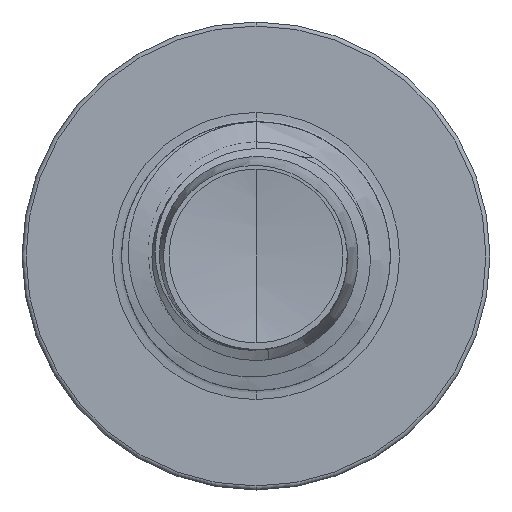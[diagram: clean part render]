
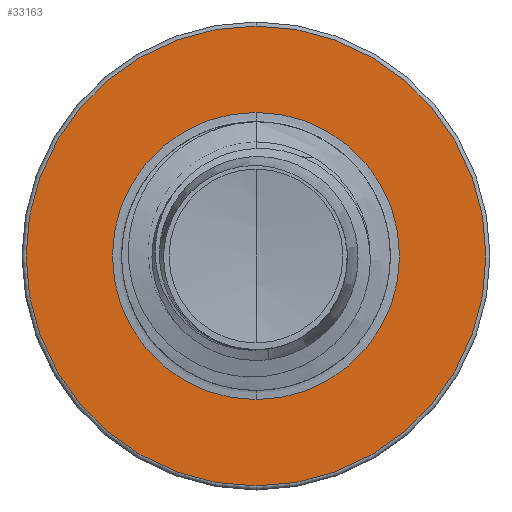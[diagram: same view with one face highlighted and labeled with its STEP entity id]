
A CAD part, front view. The second image highlights one B-rep face of the part: STEP entity #33163.
In plain terms, the highlighted planar face has unit normal (0, -1, 0).
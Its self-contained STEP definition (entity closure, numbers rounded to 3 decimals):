
#917 = CARTESIAN_POINT ( 'NONE',  ( 0., 17.5, -1.872 ) ) ;
#947 = EDGE_LOOP ( 'NONE', ( #1873, #20130 ) ) ;
#1510 = DIRECTION ( 'NONE',  ( 0., 1., 0. ) ) ;
#1873 = ORIENTED_EDGE ( 'NONE', *, *, #8881, .T. ) ;
#2084 = FACE_OUTER_BOUND ( 'NONE', #8158, .T. ) ;
#2359 = VERTEX_POINT ( 'NONE', #6946 ) ;
#3036 = CARTESIAN_POINT ( 'NONE',  ( 0., 17.5, 1.872 ) ) ;
#4189 = EDGE_CURVE ( 'NONE', #4267, #2359, #16140, .T. ) ;
#4267 = VERTEX_POINT ( 'NONE', #20957 ) ;
#5424 = EDGE_CURVE ( 'NONE', #33237, #9794, #14633, .T. ) ;
#6331 = CIRCLE ( 'NONE', #8044, 2.998 ) ;
#6876 = CARTESIAN_POINT ( 'NONE',  ( 0., 17.5, -1.872 ) ) ;
#6946 = CARTESIAN_POINT ( 'NONE',  ( 0., 17.5, 2.998 ) ) ;
#8044 = AXIS2_PLACEMENT_3D ( 'NONE', #9039, #27851, #11884 ) ;
#8158 = EDGE_LOOP ( 'NONE', ( #13529, #34179 ) ) ;
#8881 = EDGE_CURVE ( 'NONE', #9794, #33237, #9333, .T. ) ;
#9039 = CARTESIAN_POINT ( 'NONE',  ( 0., 17.5, 0. ) ) ;
#9333 = CIRCLE ( 'NONE', #22299, 1.872 ) ;
#9794 = VERTEX_POINT ( 'NONE', #3036 ) ;
#9809 = DIRECTION ( 'NONE',  ( 0., 1., 0. ) ) ;
#11492 = EDGE_CURVE ( 'NONE', #2359, #4267, #6331, .T. ) ;
#11884 = DIRECTION ( 'NONE',  ( 0., 0., 1. ) ) ;
#13529 = ORIENTED_EDGE ( 'NONE', *, *, #11492, .F. ) ;
#14633 = CIRCLE ( 'NONE', #19914, 1.872 ) ;
#15305 = DIRECTION ( 'NONE',  ( 0., 0., 1. ) ) ;
#15334 = DIRECTION ( 'NONE',  ( 0., 1., 0. ) ) ;
#15341 = CARTESIAN_POINT ( 'NONE',  ( 0., 17.5, 0. ) ) ;
#16140 = CIRCLE ( 'NONE', #24175, 2.998 ) ;
#17934 = PLANE ( 'NONE',  #23732 ) ;
#18457 = CARTESIAN_POINT ( 'NONE',  ( 0., 17.5, 0. ) ) ;
#19914 = AXIS2_PLACEMENT_3D ( 'NONE', #15341, #15334, #15305 ) ;
#20130 = ORIENTED_EDGE ( 'NONE', *, *, #5424, .T. ) ;
#20957 = CARTESIAN_POINT ( 'NONE',  ( 0., 17.5, -2.997 ) ) ;
#21184 = DIRECTION ( 'NONE',  ( 0., 0., 1. ) ) ;
#21829 = FACE_BOUND ( 'NONE', #947, .T. ) ;
#22299 = AXIS2_PLACEMENT_3D ( 'NONE', #18457, #1510, #21184 ) ;
#23732 = AXIS2_PLACEMENT_3D ( 'NONE', #6876, #9809, #28504 ) ;
#24175 = AXIS2_PLACEMENT_3D ( 'NONE', #34407, #34375, #34451 ) ;
#27851 = DIRECTION ( 'NONE',  ( 0., 1., 0. ) ) ;
#28504 = DIRECTION ( 'NONE',  ( 0., 0., 1. ) ) ;
#33163 = ADVANCED_FACE ( 'NONE', ( #2084, #21829 ), #17934, .F. ) ;
#33237 = VERTEX_POINT ( 'NONE', #917 ) ;
#34179 = ORIENTED_EDGE ( 'NONE', *, *, #4189, .F. ) ;
#34375 = DIRECTION ( 'NONE',  ( 0., 1., 0. ) ) ;
#34407 = CARTESIAN_POINT ( 'NONE',  ( 0., 17.5, 0. ) ) ;
#34451 = DIRECTION ( 'NONE',  ( 0., 0., 1. ) ) ;
